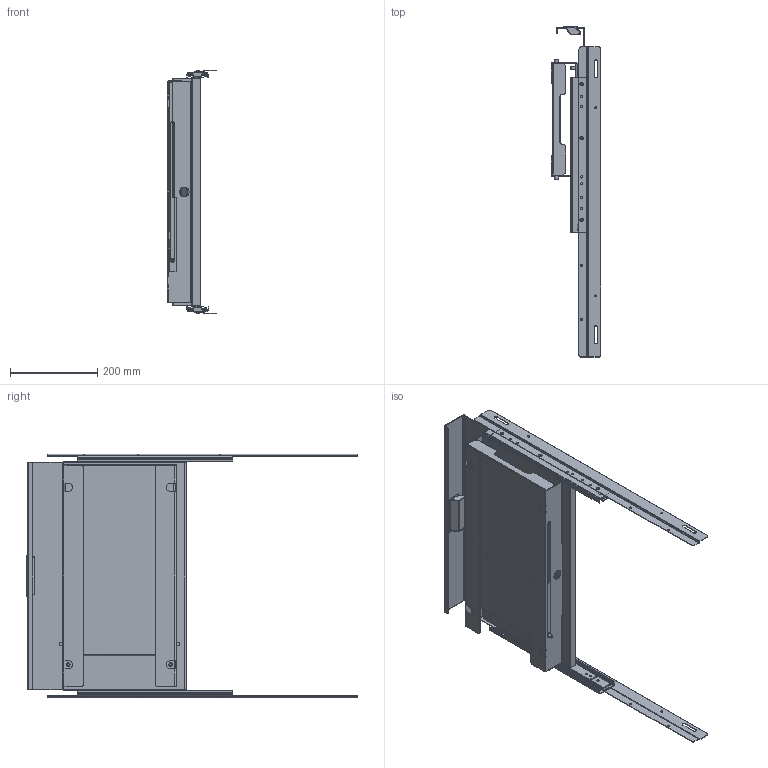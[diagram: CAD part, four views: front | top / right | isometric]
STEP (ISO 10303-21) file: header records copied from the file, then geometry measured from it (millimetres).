
FILE_DESCRIPTION (( 'STEP AP214' ), '1' );
FILE_NAME ('SCE-KBS32.STEP', '2021-01-30T13:51:20', ( '' ), ( '' ), 'SwSTEP 2.0', 'SolidWorks 2019', '' );
FILE_SCHEMA (( 'AUTOMOTIVE_DESIGN' ));
Length unit declared in the file: inch
Products named in the file (1): SCE-KBS32
Bounding box: 114.65 x 757.67 x 558.01 mm (x, y, z)
Volume: 1289541.9 mm3; surface area: 1548195.7 mm2
Topology: 32 solids, 32 shells, 956 faces, 2524 edges, 1660 vertices
Faces by surface type: plane 485, cylinder 397, bspline 58, torus 14, cone 2
Full cylindrical faces by diameter (mm): 2.464 x12, 3.962 x12, 3.988 x2, 4.064 x12, 4.623 x16, 4.763 x2, 5.08 x30, 5.486 x12, 5.842 x4, 6.35 x4, 7.061 x2, 7.137 x2, 7.62 x4, 7.925 x4, 22.225 x2
Entity records: 34261 total; most frequent: CARTESIAN_POINT 10497, DIRECTION 4766, ORIENTED_EDGE 4624, EDGE_CURVE 2312, AXIS2_PLACEMENT_3D 1701, VERTEX_POINT 1632, LINE 1364, VECTOR 1364
